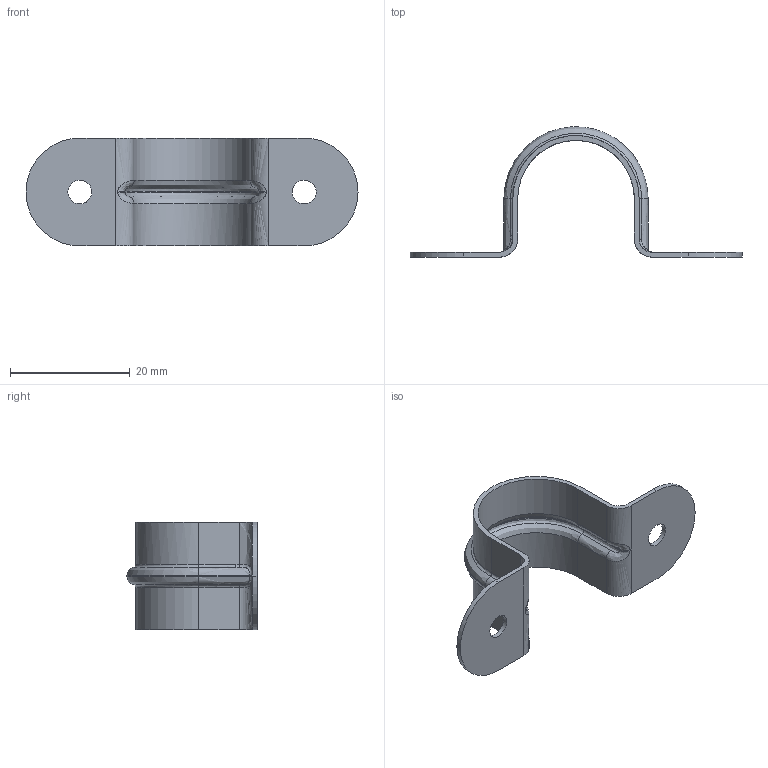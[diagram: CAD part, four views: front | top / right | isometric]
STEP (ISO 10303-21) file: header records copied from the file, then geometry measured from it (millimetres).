
FILE_DESCRIPTION( ('This file contains a STEP AP42 implementation' ,'as created by ZW3D STEP Interface translator.') ,'2;1' );
FILE_NAME( 'Omega Clamp D19.stp' ,'2411 4.1333 6', (''), ('ZWCAD Software Co.'), 'Version 1.0', 'ZW3D to STEP translator', '' );
FILE_SCHEMA(('AUTOMOTIVE_DESIGN'));
Length unit declared in the file: millimetre
Products named in the file (2): 0; Part012
Bounding box: 55.5 x 21.78 x 18 mm (x, y, z)
Volume: 1192.1 mm3; surface area: 3150.2 mm2
Topology: 1 solids, 1 shells, 86 faces, 186 edges, 102 vertices
Faces by surface type: bspline 86
Entity records: 2977 total; most frequent: CARTESIAN_POINT 1778, ORIENTED_EDGE 372, EDGE_CURVE 186, B_SPLINE_CURVE_WITH_KNOTS 114, VERTEX_POINT 102, EDGE_LOOP 90, FACE_OUTER_BOUND 86, ADVANCED_FACE 86
